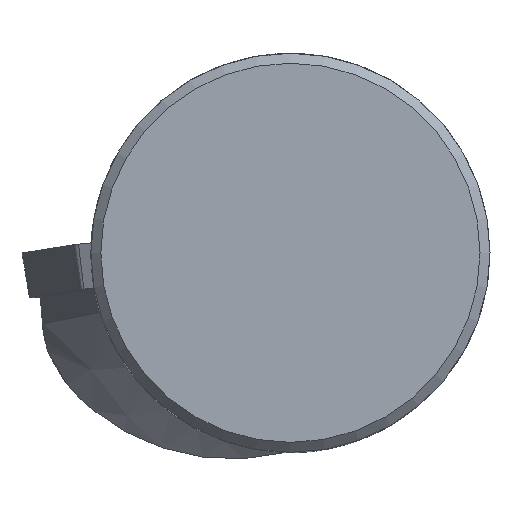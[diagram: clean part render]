
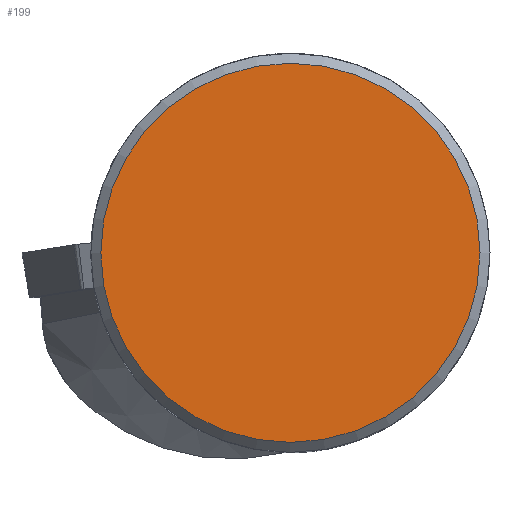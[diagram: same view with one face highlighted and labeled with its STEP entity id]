
A CAD part, top view. The second image highlights one B-rep face of the part: STEP entity #199.
In plain terms, the highlighted planar face has unit normal (0, 0, 1).
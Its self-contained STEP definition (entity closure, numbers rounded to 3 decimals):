
#139=PLANE('',#1318);
#199=ADVANCED_FACE('',(#281),#139,.F.);
#281=FACE_OUTER_BOUND('',#343,.T.);
#343=EDGE_LOOP('',(#819));
#568=CIRCLE('',#1316,19.);
#819=ORIENTED_EDGE('',*,*,#1116,.T.);
#971=VERTEX_POINT('',#2141);
#1116=EDGE_CURVE('',#971,#971,#568,.T.);
#1316=AXIS2_PLACEMENT_3D('',#2140,#1602,#1603);
#1318=AXIS2_PLACEMENT_3D('',#2143,#1606,#1607);
#1602=DIRECTION('',(0.,0.,1.));
#1603=DIRECTION('',(1.,0.,0.));
#1606=DIRECTION('',(0.,0.,-1.));
#1607=DIRECTION('',(1.,0.,0.));
#2140=CARTESIAN_POINT('',(0.,0.,0.325));
#2141=CARTESIAN_POINT('',(19.,0.,0.325));
#2143=CARTESIAN_POINT('',(0.,0.,0.325));
